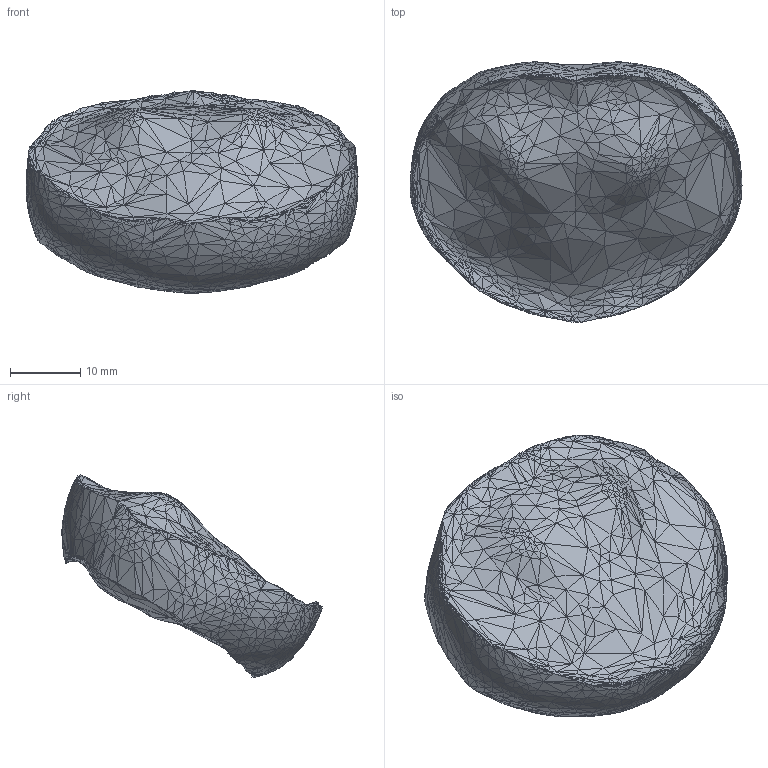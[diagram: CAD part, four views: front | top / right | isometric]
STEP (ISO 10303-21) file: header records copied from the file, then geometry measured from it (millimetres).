
FILE_DESCRIPTION(/* description */ (''),/* implementation_level */ '2;1');
FILE_NAME(/* name */ 'Intervertebral disk of fifth lumbar vertebra v1.step',/* time_stamp */ '2022-06-21T14:12:22-04:00',/* author */ (''),/* organization */ (''),/* preprocessor_version */ 'ST-DEVELOPER v19',/* originating_system */ 'Autodesk Translation Framework v11.7.0.108',/* authorisation */ '');
FILE_SCHEMA (('AUTOMOTIVE_DESIGN { 1 0 10303 214 3 1 1 }'));
Products named in the file (1): Intervertebral disk of fifth lumbar vertebra
Bounding box: 47.35 x 37.13 x 28.95 mm (x, y, z)
Volume: 16096.6 mm3; surface area: 4392.6 mm2
Topology: 1 solids, 1 shells, 3498 faces, 5247 edges, 1751 vertices
Faces by surface type: plane 3498
Entity records: 68256 total; most frequent: DIRECTION 12245, CARTESIAN_POINT 10497, ORIENTED_EDGE 10494, LINE 5247, VECTOR 5247, EDGE_CURVE 5247, AXIS2_PLACEMENT_3D 3499, FACE_OUTER_BOUND 3498
